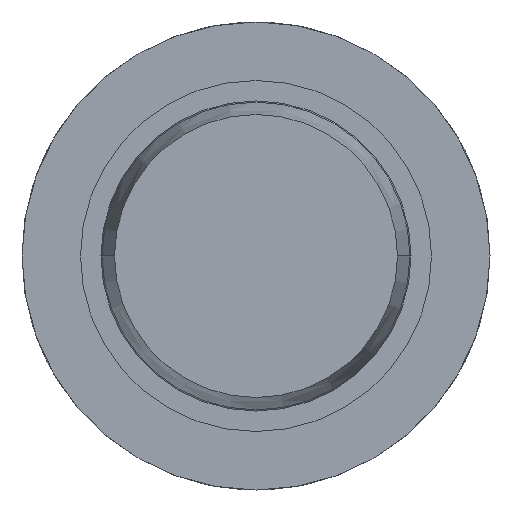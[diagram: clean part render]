
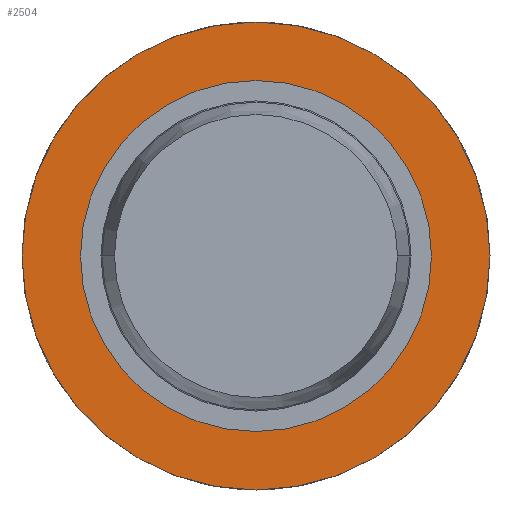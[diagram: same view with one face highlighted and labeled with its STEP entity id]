
A CAD part, front view. The second image highlights one B-rep face of the part: STEP entity #2504.
In plain terms, the highlighted planar face has unit normal (0, -1, 0).
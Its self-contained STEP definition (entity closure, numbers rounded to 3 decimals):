
#128 = AXIS2_PLACEMENT_3D ( 'NONE', #3975, #2219, #434 ) ;
#168 = CARTESIAN_POINT ( 'NONE',  ( 0., 5.3, 0.9 ) ) ;
#192 = AXIS2_PLACEMENT_3D ( 'NONE', #1018, #2460, #2105 ) ;
#195 = AXIS2_PLACEMENT_3D ( 'NONE', #907, #4439, #4095 ) ;
#434 = DIRECTION ( 'NONE',  ( 0., 0., 1. ) ) ;
#577 = CARTESIAN_POINT ( 'NONE',  ( 0.9, 5.3, 0. ) ) ;
#598 = CIRCLE ( 'NONE', #128, 2. ) ;
#651 = CARTESIAN_POINT ( 'NONE',  ( 0., 5.3, 2. ) ) ;
#719 = CARTESIAN_POINT ( 'NONE',  ( 0., 5.3, -0.9 ) ) ;
#907 = CARTESIAN_POINT ( 'NONE',  ( 0., 5.3, 0. ) ) ;
#976 = DIRECTION ( 'NONE',  ( 0., 0., 1. ) ) ;
#1018 = CARTESIAN_POINT ( 'NONE',  ( 0., 5.3, 0. ) ) ;
#1210 = EDGE_LOOP ( 'NONE', ( #4079, #1565 ) ) ;
#1282 = DIRECTION ( 'NONE',  ( 0., 0., 1. ) ) ;
#1303 = DIRECTION ( 'NONE',  ( 0., 1., 0. ) ) ;
#1329 = FACE_OUTER_BOUND ( 'NONE', #2160, .T. ) ;
#1565 = ORIENTED_EDGE ( 'NONE', *, *, #2491, .T. ) ;
#1697 = CIRCLE ( 'NONE', #2001, 2. ) ;
#1781 = VERTEX_POINT ( 'NONE', #168 ) ;
#1913 = VERTEX_POINT ( 'NONE', #651 ) ;
#1988 = EDGE_CURVE ( 'Defeature ausgef�hrt1_24+Defeature ausgef�hrt1_23+Defeature ausgef�hrt1_23+Defeature ausgef�hrt1_23', #1781, #3956, #4062, .T. ) ;
#2001 = AXIS2_PLACEMENT_3D ( 'NONE', #4410, #1303, #1282 ) ;
#2105 = DIRECTION ( 'NONE',  ( 0., 0., 1. ) ) ;
#2160 = EDGE_LOOP ( 'NONE', ( #3256, #3799 ) ) ;
#2219 = DIRECTION ( 'NONE',  ( 0., 1., 0. ) ) ;
#2336 = FACE_BOUND ( 'NONE', #1210, .T. ) ;
#2370 = CIRCLE ( 'NONE', #195, 0.9 ) ;
#2405 = EDGE_CURVE ( 'Defeature ausgef�hrt1_25+Defeature ausgef�hrt1_24+Defeature ausgef�hrt1_24+Defeature ausgef�hrt1_24', #2569, #1913, #1697, .T. ) ;
#2460 = DIRECTION ( 'NONE',  ( 0., 1., 0. ) ) ;
#2491 = EDGE_CURVE ( 'Defeature ausgef�hrt1_24+Defeature ausgef�hrt1_23+Defeature ausgef�hrt1_23+Defeature ausgef�hrt1_23', #3956, #1781, #2370, .T. ) ;
#2504 = ADVANCED_FACE ( 'Defeature ausgef�hrt1_24', ( #1329, #2336 ), #4116, .F. ) ;
#2569 = VERTEX_POINT ( 'NONE', #3865 ) ;
#2753 = DIRECTION ( 'NONE',  ( 0., 1., 0. ) ) ;
#3256 = ORIENTED_EDGE ( 'NONE', *, *, #3940, .F. ) ;
#3395 = AXIS2_PLACEMENT_3D ( 'NONE', #577, #2753, #976 ) ;
#3799 = ORIENTED_EDGE ( 'NONE', *, *, #2405, .F. ) ;
#3865 = CARTESIAN_POINT ( 'NONE',  ( 0., 5.3, -2. ) ) ;
#3940 = EDGE_CURVE ( 'Defeature ausgef�hrt1_25+Defeature ausgef�hrt1_24+Defeature ausgef�hrt1_24+Defeature ausgef�hrt1_24', #1913, #2569, #598, .T. ) ;
#3956 = VERTEX_POINT ( 'NONE', #719 ) ;
#3975 = CARTESIAN_POINT ( 'NONE',  ( 0., 5.3, 0. ) ) ;
#4062 = CIRCLE ( 'NONE', #192, 0.9 ) ;
#4079 = ORIENTED_EDGE ( 'NONE', *, *, #1988, .T. ) ;
#4095 = DIRECTION ( 'NONE',  ( 0., 0., 1. ) ) ;
#4116 = PLANE ( 'NONE',  #3395 ) ;
#4410 = CARTESIAN_POINT ( 'NONE',  ( 0., 5.3, 0. ) ) ;
#4439 = DIRECTION ( 'NONE',  ( 0., 1., 0. ) ) ;
